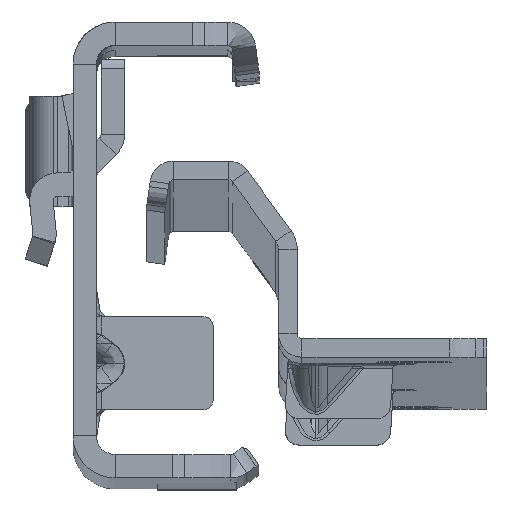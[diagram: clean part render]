
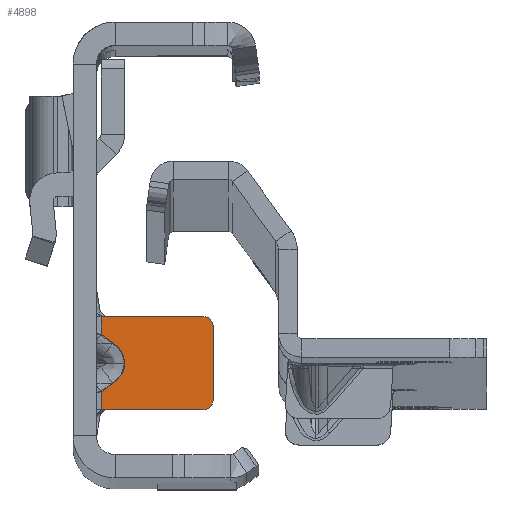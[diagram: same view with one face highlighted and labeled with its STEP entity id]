
A CAD part, top view. The second image highlights one B-rep face of the part: STEP entity #4898.
In plain terms, the highlighted planar face has unit normal (0, 0, 1).
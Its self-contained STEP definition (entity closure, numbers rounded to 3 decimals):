
#330 = CARTESIAN_POINT ( 'NONE',  ( 12.5, -6.6, -641.5 ) ) ;
#352 = DIRECTION ( 'NONE',  ( 0., 1., 0. ) ) ;
#399 = ORIENTED_EDGE ( 'NONE', *, *, #6675, .T. ) ;
#407 = VECTOR ( 'NONE', #15004, 1000. ) ;
#617 = ORIENTED_EDGE ( 'NONE', *, *, #3458, .T. ) ;
#646 = ORIENTED_EDGE ( 'NONE', *, *, #15621, .F. ) ;
#853 = LINE ( 'NONE', #12565, #14511 ) ;
#1051 = VERTEX_POINT ( 'NONE', #4000 ) ;
#1098 = EDGE_CURVE ( 'NONE', #11309, #9870, #4478, .T. ) ;
#1171 = LINE ( 'NONE', #12884, #11010 ) ;
#1769 = EDGE_CURVE ( 'NONE', #15547, #17371, #1171, .T. ) ;
#2133 = LINE ( 'NONE', #12039, #8781 ) ;
#2297 = VECTOR ( 'NONE', #4878, 1000. ) ;
#2364 = CIRCLE ( 'NONE', #14947, 1. ) ;
#2442 = EDGE_LOOP ( 'NONE', ( #14556, #646, #14812, #7114, #617, #12624, #5195, #7048, #399, #11095, #6654, #15719 ) ) ;
#2842 = DIRECTION ( 'NONE',  ( 0., 1., 0. ) ) ;
#3034 = DIRECTION ( 'NONE',  ( 0., 0., 1. ) ) ;
#3122 = CARTESIAN_POINT ( 'NONE',  ( 11.5, -14.6, -641.5 ) ) ;
#3458 = EDGE_CURVE ( 'NONE', #7886, #1051, #3832, .T. ) ;
#3546 = DIRECTION ( 'NONE',  ( 1., 0., 0. ) ) ;
#3696 = EDGE_CURVE ( 'NONE', #9870, #8319, #14861, .T. ) ;
#3795 =( BOUNDED_CURVE ( )  B_SPLINE_CURVE ( 3, ( #3845, #9699, #15667, #12955 ),
 .UNSPECIFIED., .F., .T. ) 
 B_SPLINE_CURVE_WITH_KNOTS ( ( 4, 4 ),
 ( 2.356, 3.927 ),
 .UNSPECIFIED. ) 
 CURVE ( )  GEOMETRIC_REPRESENTATION_ITEM ( )  RATIONAL_B_SPLINE_CURVE ( ( 1., 0.805, 0.805, 1. ) ) 
 REPRESENTATION_ITEM ( '' )  );
#3832 = LINE ( 'NONE', #15179, #8517 ) ;
#3845 = CARTESIAN_POINT ( 'NONE',  ( 1.757, -12.792, -641.5 ) ) ;
#3938 = CARTESIAN_POINT ( 'NONE',  ( 0.5, -13.681, -641.5 ) ) ;
#4000 = CARTESIAN_POINT ( 'NONE',  ( 0.708, -15.6, -641.5 ) ) ;
#4143 = CARTESIAN_POINT ( 'NONE',  ( 0.5, -5.6, -641.5 ) ) ;
#4478 = LINE ( 'NONE', #15137, #11298 ) ;
#4878 = DIRECTION ( 'NONE',  ( 0., 1., 0. ) ) ;
#4898 = ADVANCED_FACE ( 'NONE', ( #9567 ), #9277, .F. ) ;
#4936 = EDGE_CURVE ( 'NONE', #1051, #9026, #6324, .T. ) ;
#5158 = VERTEX_POINT ( 'NONE', #330 ) ;
#5195 = ORIENTED_EDGE ( 'NONE', *, *, #10777, .T. ) ;
#6184 = CARTESIAN_POINT ( 'NONE',  ( 0.5, -15.6, -641.5 ) ) ;
#6198 = DIRECTION ( 'NONE',  ( -0.816, 0.577, 0. ) ) ;
#6324 = LINE ( 'NONE', #6608, #14161 ) ;
#6365 = CARTESIAN_POINT ( 'NONE',  ( 0.5, 22.3, -641.5 ) ) ;
#6493 = AXIS2_PLACEMENT_3D ( 'NONE', #11003, #12362, #10912 ) ;
#6608 = CARTESIAN_POINT ( 'NONE',  ( -1.826, -15.6, -641.5 ) ) ;
#6654 = ORIENTED_EDGE ( 'NONE', *, *, #10591, .T. ) ;
#6675 = EDGE_CURVE ( 'NONE', #5158, #12183, #2364, .T. ) ;
#7048 = ORIENTED_EDGE ( 'NONE', *, *, #12486, .T. ) ;
#7114 = ORIENTED_EDGE ( 'NONE', *, *, #11077, .F. ) ;
#7191 = CARTESIAN_POINT ( 'NONE',  ( 0.708, -5.6, -641.5 ) ) ;
#7298 = CARTESIAN_POINT ( 'NONE',  ( 1.757, -8.408, -641.5 ) ) ;
#7414 = CARTESIAN_POINT ( 'NONE',  ( 11.5, -5.6, -641.5 ) ) ;
#7465 = CARTESIAN_POINT ( 'NONE',  ( 0.5, 22.3, -641.5 ) ) ;
#7570 = LINE ( 'NONE', #14968, #2297 ) ;
#7886 = VERTEX_POINT ( 'NONE', #6184 ) ;
#8319 = VERTEX_POINT ( 'NONE', #4143 ) ;
#8386 = CARTESIAN_POINT ( 'NONE',  ( 0.5, -7.519, -641.5 ) ) ;
#8517 = VECTOR ( 'NONE', #3546, 1000. ) ;
#8684 = DIRECTION ( 'NONE',  ( 0., -1., 0. ) ) ;
#8781 = VECTOR ( 'NONE', #9350, 1000. ) ;
#9026 = VERTEX_POINT ( 'NONE', #16158 ) ;
#9115 = VECTOR ( 'NONE', #352, 1000. ) ;
#9277 = PLANE ( 'NONE',  #6493 ) ;
#9350 = DIRECTION ( 'NONE',  ( -1., 0., 0. ) ) ;
#9567 = FACE_OUTER_BOUND ( 'NONE', #2442, .T. ) ;
#9699 = CARTESIAN_POINT ( 'NONE',  ( 3.573, -11.508, -641.5 ) ) ;
#9870 = VERTEX_POINT ( 'NONE', #8386 ) ;
#10360 = VERTEX_POINT ( 'NONE', #14881 ) ;
#10591 = EDGE_CURVE ( 'NONE', #13824, #8319, #853, .T. ) ;
#10777 = EDGE_CURVE ( 'NONE', #9026, #10360, #16971, .T. ) ;
#10912 = DIRECTION ( 'NONE',  ( 0., 1., 0. ) ) ;
#11003 = CARTESIAN_POINT ( 'NONE',  ( -37.326, 22.3, -641.5 ) ) ;
#11010 = VECTOR ( 'NONE', #18750, 1000. ) ;
#11077 = EDGE_CURVE ( 'NONE', #7886, #15547, #16630, .T. ) ;
#11095 = ORIENTED_EDGE ( 'NONE', *, *, #18190, .T. ) ;
#11298 = VECTOR ( 'NONE', #6198, 1000. ) ;
#11309 = VERTEX_POINT ( 'NONE', #7298 ) ;
#12039 = CARTESIAN_POINT ( 'NONE',  ( -1.826, -5.6, -641.5 ) ) ;
#12183 = VERTEX_POINT ( 'NONE', #7414 ) ;
#12362 = DIRECTION ( 'NONE',  ( 0., 0., -1. ) ) ;
#12486 = EDGE_CURVE ( 'NONE', #10360, #5158, #7570, .T. ) ;
#12565 = CARTESIAN_POINT ( 'NONE',  ( -1.826, -5.6, -641.5 ) ) ;
#12624 = ORIENTED_EDGE ( 'NONE', *, *, #4936, .T. ) ;
#12884 = CARTESIAN_POINT ( 'NONE',  ( 2.624, -12.179, -641.5 ) ) ;
#12955 = CARTESIAN_POINT ( 'NONE',  ( 1.757, -8.408, -641.5 ) ) ;
#13011 = CARTESIAN_POINT ( 'NONE',  ( 11.5, -6.6, -641.5 ) ) ;
#13824 = VERTEX_POINT ( 'NONE', #7191 ) ;
#13999 = DIRECTION ( 'NONE',  ( 1., 0., 0. ) ) ;
#14161 = VECTOR ( 'NONE', #13999, 1000. ) ;
#14511 = VECTOR ( 'NONE', #15559, 1000. ) ;
#14556 = ORIENTED_EDGE ( 'NONE', *, *, #1098, .F. ) ;
#14812 = ORIENTED_EDGE ( 'NONE', *, *, #1769, .F. ) ;
#14861 = LINE ( 'NONE', #7465, #9115 ) ;
#14881 = CARTESIAN_POINT ( 'NONE',  ( 12.5, -14.6, -641.5 ) ) ;
#14947 = AXIS2_PLACEMENT_3D ( 'NONE', #13011, #18874, #8684 ) ;
#14968 = CARTESIAN_POINT ( 'NONE',  ( 12.5, -6.6, -641.5 ) ) ;
#15004 = DIRECTION ( 'NONE',  ( 0., 1., 0. ) ) ;
#15137 = CARTESIAN_POINT ( 'NONE',  ( 1.367, -8.131, -641.5 ) ) ;
#15179 = CARTESIAN_POINT ( 'NONE',  ( -1.826, -15.6, -641.5 ) ) ;
#15547 = VERTEX_POINT ( 'NONE', #3938 ) ;
#15559 = DIRECTION ( 'NONE',  ( -1., 0., 0. ) ) ;
#15621 = EDGE_CURVE ( 'NONE', #17371, #11309, #3795, .T. ) ;
#15667 = CARTESIAN_POINT ( 'NONE',  ( 3.573, -9.692, -641.5 ) ) ;
#15719 = ORIENTED_EDGE ( 'NONE', *, *, #3696, .F. ) ;
#16046 = AXIS2_PLACEMENT_3D ( 'NONE', #3122, #3034, #2842 ) ;
#16158 = CARTESIAN_POINT ( 'NONE',  ( 11.5, -15.6, -641.5 ) ) ;
#16630 = LINE ( 'NONE', #6365, #407 ) ;
#16971 = CIRCLE ( 'NONE', #16046, 1. ) ;
#17371 = VERTEX_POINT ( 'NONE', #17615 ) ;
#17615 = CARTESIAN_POINT ( 'NONE',  ( 1.757, -12.792, -641.5 ) ) ;
#18190 = EDGE_CURVE ( 'NONE', #12183, #13824, #2133, .T. ) ;
#18750 = DIRECTION ( 'NONE',  ( 0.816, 0.577, 0. ) ) ;
#18874 = DIRECTION ( 'NONE',  ( 0., 0., 1. ) ) ;
